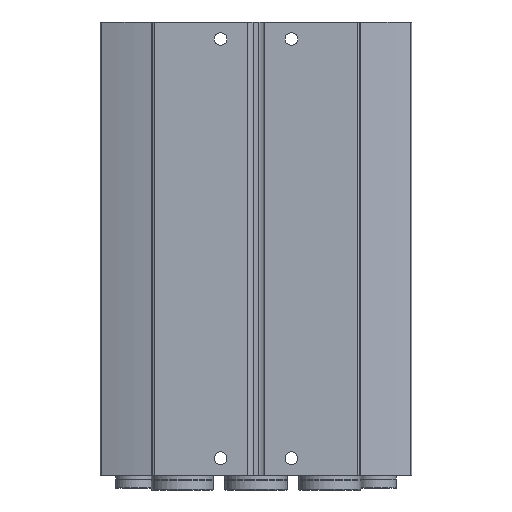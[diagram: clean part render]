
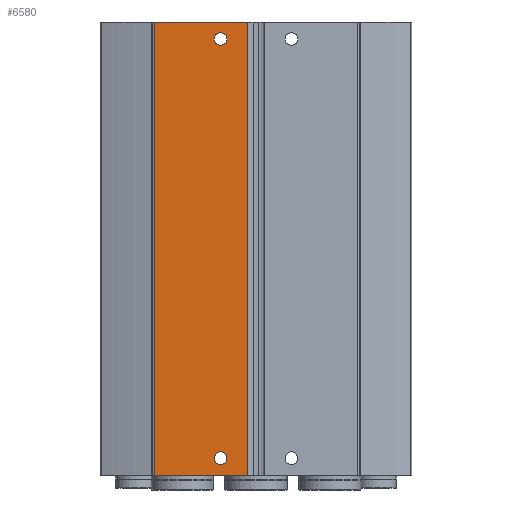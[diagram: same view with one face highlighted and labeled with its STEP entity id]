
A CAD part, front view. The second image highlights one B-rep face of the part: STEP entity #6580.
In plain terms, the highlighted planar face has unit normal (0, -1, 0).
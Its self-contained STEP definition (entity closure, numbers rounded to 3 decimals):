
#275=PLANE('',#7107);
#511=CIRCLE('',#7108,2.25);
#512=CIRCLE('',#7109,2.25);
#980=ORIENTED_EDGE('',*,*,#2658,.F.);
#981=ORIENTED_EDGE('',*,*,#2659,.F.);
#982=ORIENTED_EDGE('',*,*,#2660,.F.);
#983=ORIENTED_EDGE('',*,*,#2657,.F.);
#984=ORIENTED_EDGE('',*,*,#2661,.T.);
#985=ORIENTED_EDGE('',*,*,#2662,.T.);
#2657=EDGE_CURVE('',#3493,#3492,#4098,.T.);
#2658=EDGE_CURVE('',#3494,#3494,#511,.T.);
#2659=EDGE_CURVE('',#3495,#3495,#512,.T.);
#2660=EDGE_CURVE('',#3492,#3496,#4099,.T.);
#2661=EDGE_CURVE('',#3493,#3497,#4100,.T.);
#2662=EDGE_CURVE('',#3497,#3496,#4101,.T.);
#3492=VERTEX_POINT('',#10502);
#3493=VERTEX_POINT('',#10504);
#3494=VERTEX_POINT('',#10508);
#3495=VERTEX_POINT('',#10510);
#3496=VERTEX_POINT('',#10512);
#3497=VERTEX_POINT('',#10514);
#4098=LINE('',#10505,#4543);
#4099=LINE('',#10511,#4544);
#4100=LINE('',#10513,#4545);
#4101=LINE('',#10515,#4546);
#4543=VECTOR('',#7995,1000.);
#4544=VECTOR('',#8002,1000.);
#4545=VECTOR('',#8003,1000.);
#4546=VECTOR('',#8004,1000.);
#5000=EDGE_LOOP('',(#980));
#5001=EDGE_LOOP('',(#981));
#5002=EDGE_LOOP('',(#982,#983,#984,#985));
#5733=FACE_BOUND('',#5000,.T.);
#5734=FACE_BOUND('',#5001,.T.);
#5735=FACE_BOUND('',#5002,.T.);
#6580=ADVANCED_FACE('',(#5733,#5734,#5735),#275,.T.);
#7107=AXIS2_PLACEMENT_3D('',#10506,#7996,#7997);
#7108=AXIS2_PLACEMENT_3D('',#10507,#7998,#7999);
#7109=AXIS2_PLACEMENT_3D('',#10509,#8000,#8001);
#7995=DIRECTION('',(0.,0.,1.));
#7996=DIRECTION('',(0.,-1.,0.));
#7997=DIRECTION('',(0.,0.,-1.));
#7998=DIRECTION('',(0.,-1.,0.));
#7999=DIRECTION('',(0.,0.,-1.));
#8000=DIRECTION('',(0.,-1.,0.));
#8001=DIRECTION('',(0.,0.,-1.));
#8002=DIRECTION('',(1.,0.,0.));
#8003=DIRECTION('',(1.,0.,0.));
#8004=DIRECTION('',(0.,0.,1.));
#10502=CARTESIAN_POINT('',(-36.,0.,0.));
#10504=CARTESIAN_POINT('',(-36.,0.,-160.));
#10505=CARTESIAN_POINT('',(-36.,0.,-160.));
#10506=CARTESIAN_POINT('',(-36.,0.,-160.));
#10507=CARTESIAN_POINT('',(-12.5,0.,-154.));
#10508=CARTESIAN_POINT('',(-12.5,0.,-156.25));
#10509=CARTESIAN_POINT('',(-12.5,0.,-6.));
#10510=CARTESIAN_POINT('',(-12.5,0.,-8.25));
#10511=CARTESIAN_POINT('',(-36.,0.,0.));
#10512=CARTESIAN_POINT('',(-3.,0.,0.));
#10513=CARTESIAN_POINT('',(-36.,0.,-160.));
#10514=CARTESIAN_POINT('',(-3.,0.,-160.));
#10515=CARTESIAN_POINT('',(-3.,0.,-160.));
